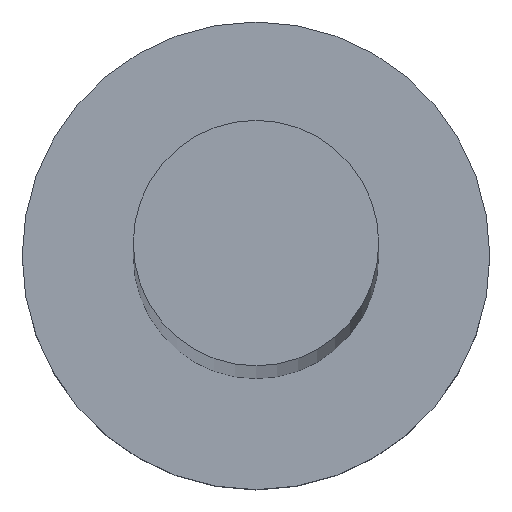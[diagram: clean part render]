
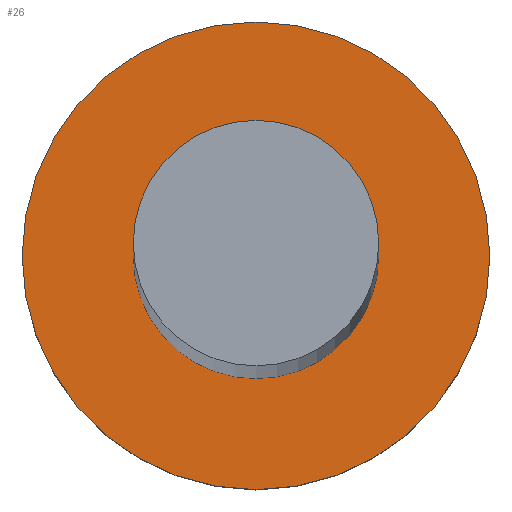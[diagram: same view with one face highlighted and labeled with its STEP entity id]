
A CAD part, top view. The second image highlights one B-rep face of the part: STEP entity #26.
In plain terms, the highlighted planar face has unit normal (0, 0, 1).
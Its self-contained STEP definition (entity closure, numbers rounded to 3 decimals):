
#3 = CIRCLE ( 'NONE', #104, 2.1 ) ;
#16 = CARTESIAN_POINT ( 'NONE',  ( 0., 0., 3. ) ) ;
#17 = CIRCLE ( 'NONE', #35, 4. ) ;
#26 = ADVANCED_FACE ( 'NONE', ( #114, #98 ), #132, .T. ) ;
#27 = ORIENTED_EDGE ( 'NONE', *, *, #253, .F. ) ;
#28 = AXIS2_PLACEMENT_3D ( 'NONE', #222, #200, #246 ) ;
#31 = EDGE_LOOP ( 'NONE', ( #69, #110 ) ) ;
#35 = AXIS2_PLACEMENT_3D ( 'NONE', #16, #99, #70 ) ;
#49 = DIRECTION ( 'NONE',  ( 0., 0., 1. ) ) ;
#50 = CARTESIAN_POINT ( 'NONE',  ( 0., 0., 3. ) ) ;
#66 = ORIENTED_EDGE ( 'NONE', *, *, #231, .F. ) ;
#69 = ORIENTED_EDGE ( 'NONE', *, *, #119, .T. ) ;
#70 = DIRECTION ( 'NONE',  ( 1., 0., 0. ) ) ;
#72 = DIRECTION ( 'NONE',  ( 1., 0., 0. ) ) ;
#88 = CARTESIAN_POINT ( 'NONE',  ( 0., 0., 3. ) ) ;
#98 = FACE_OUTER_BOUND ( 'NONE', #31, .T. ) ;
#99 = DIRECTION ( 'NONE',  ( 0., 0., 1. ) ) ;
#104 = AXIS2_PLACEMENT_3D ( 'NONE', #88, #178, #72 ) ;
#106 = VERTEX_POINT ( 'NONE', #111 ) ;
#109 = CIRCLE ( 'NONE', #28, 2.1 ) ;
#110 = ORIENTED_EDGE ( 'NONE', *, *, #139, .T. ) ;
#111 = CARTESIAN_POINT ( 'NONE',  ( -2.1, 0., 3. ) ) ;
#114 = FACE_BOUND ( 'NONE', #161, .T. ) ;
#119 = EDGE_CURVE ( 'NONE', #240, #201, #17, .T. ) ;
#129 = CIRCLE ( 'NONE', #174, 4. ) ;
#130 = DIRECTION ( 'NONE',  ( 1., 0., 0. ) ) ;
#132 = PLANE ( 'NONE',  #137 ) ;
#135 = DIRECTION ( 'NONE',  ( 1., 0., 0. ) ) ;
#137 = AXIS2_PLACEMENT_3D ( 'NONE', #50, #49, #135 ) ;
#139 = EDGE_CURVE ( 'NONE', #201, #240, #129, .T. ) ;
#147 = DIRECTION ( 'NONE',  ( 0., 0., 1. ) ) ;
#153 = CARTESIAN_POINT ( 'NONE',  ( 0., 0., 3. ) ) ;
#161 = EDGE_LOOP ( 'NONE', ( #66, #27 ) ) ;
#163 = VERTEX_POINT ( 'NONE', #165 ) ;
#165 = CARTESIAN_POINT ( 'NONE',  ( 2.1, 0., 3. ) ) ;
#174 = AXIS2_PLACEMENT_3D ( 'NONE', #153, #147, #130 ) ;
#178 = DIRECTION ( 'NONE',  ( 0., 0., 1. ) ) ;
#200 = DIRECTION ( 'NONE',  ( 0., 0., 1. ) ) ;
#201 = VERTEX_POINT ( 'NONE', #206 ) ;
#206 = CARTESIAN_POINT ( 'NONE',  ( 4., 0., 3. ) ) ;
#222 = CARTESIAN_POINT ( 'NONE',  ( 0., 0., 3. ) ) ;
#231 = EDGE_CURVE ( 'NONE', #106, #163, #109, .T. ) ;
#239 = CARTESIAN_POINT ( 'NONE',  ( -4., 0., 3. ) ) ;
#240 = VERTEX_POINT ( 'NONE', #239 ) ;
#246 = DIRECTION ( 'NONE',  ( 1., 0., 0. ) ) ;
#253 = EDGE_CURVE ( 'NONE', #163, #106, #3, .T. ) ;
